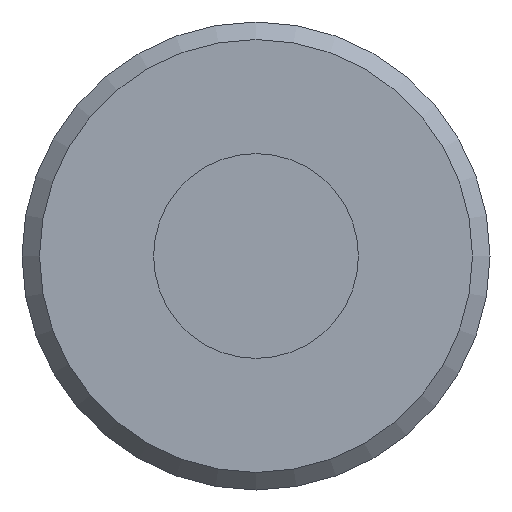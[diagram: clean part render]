
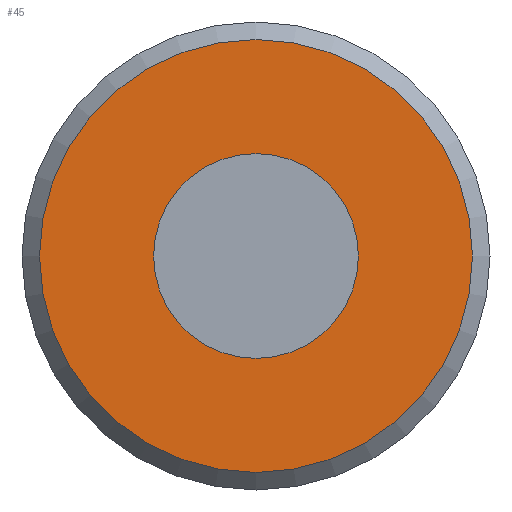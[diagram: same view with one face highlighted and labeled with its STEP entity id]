
A CAD part, front view. The second image highlights one B-rep face of the part: STEP entity #45.
In plain terms, the highlighted planar face has unit normal (0, -1, 0).
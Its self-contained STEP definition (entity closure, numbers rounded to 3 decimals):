
#45 = ADVANCED_FACE( '', ( #99, #100 ), #101, .F. );
#99 = FACE_BOUND( '', #174, .T. );
#100 = FACE_OUTER_BOUND( '', #175, .T. );
#101 = PLANE( '', #176 );
#174 = EDGE_LOOP( '', ( #247 ) );
#175 = EDGE_LOOP( '', ( #248 ) );
#176 = AXIS2_PLACEMENT_3D( '', #249, #250, #251 );
#247 = ORIENTED_EDGE( '', *, *, #343, .F. );
#248 = ORIENTED_EDGE( '', *, *, #344, .T. );
#249 = CARTESIAN_POINT( '', ( 7.4, 0., 0. ) );
#250 = DIRECTION( '', ( 0., 1., 0. ) );
#251 = DIRECTION( '', ( 0., 0., 1. ) );
#343 = EDGE_CURVE( '', #381, #381, #382, .T. );
#344 = EDGE_CURVE( '', #383, #383, #384, .T. );
#381 = VERTEX_POINT( '', #430 );
#382 = CIRCLE( '', #431, 3.5 );
#383 = VERTEX_POINT( '', #432 );
#384 = CIRCLE( '', #433, 7.4 );
#430 = CARTESIAN_POINT( '', ( 0., 0., -3.5 ) );
#431 = AXIS2_PLACEMENT_3D( '', #479, #480, #481 );
#432 = CARTESIAN_POINT( '', ( 0., 0., -7.4 ) );
#433 = AXIS2_PLACEMENT_3D( '', #482, #483, #484 );
#479 = CARTESIAN_POINT( '', ( 0., 0., 0. ) );
#480 = DIRECTION( '', ( 0., -1., 0. ) );
#481 = DIRECTION( '', ( 0., 0., -1. ) );
#482 = CARTESIAN_POINT( '', ( 0., 0., 0. ) );
#483 = DIRECTION( '', ( 0., -1., 0. ) );
#484 = DIRECTION( '', ( 0., 0., -1. ) );
